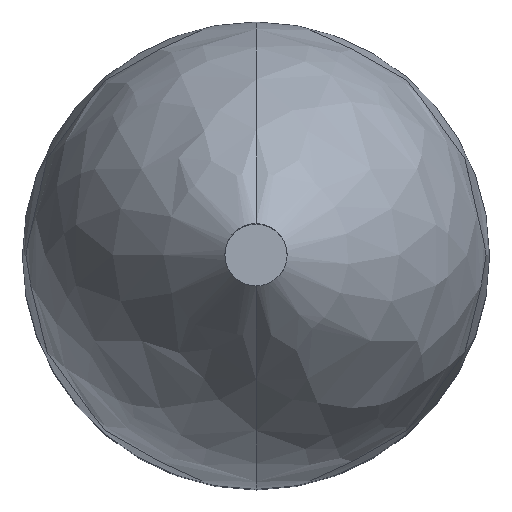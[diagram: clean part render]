
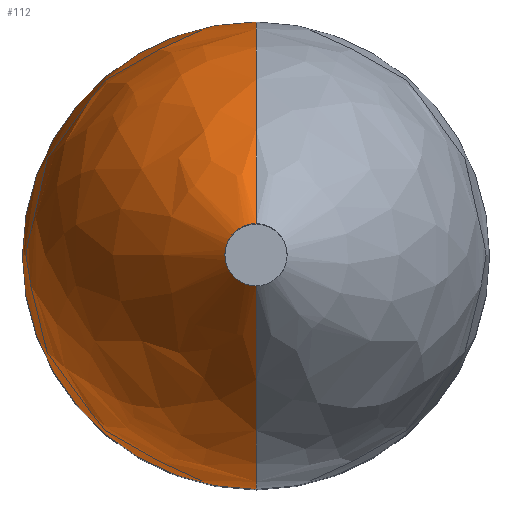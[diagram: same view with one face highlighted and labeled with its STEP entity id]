
A CAD part, top view. The second image highlights one B-rep face of the part: STEP entity #112.
In plain terms, the highlighted free-form (B-spline) face has degree [3, 3] with [4, 4] control points.
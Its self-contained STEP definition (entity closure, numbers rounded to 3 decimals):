
#112=ADVANCED_FACE('',(#230),#232,.F.);
#230=FACE_BOUND('',#231,.T.);
#231=EDGE_LOOP('',(#308,#309,#310,#311,#312,#313));
#232=(BOUNDED_SURFACE()B_SPLINE_SURFACE(3,3,(
(#233,#234,#235,#236),
(#237,#238,#239,#240),
(#241,#242,#243,#244),
(#245,#246,#247,#248)),
.UNSPECIFIED.,.F.,.F.,.F.)B_SPLINE_SURFACE_WITH_KNOTS((4,4),
(4,4),
(0.,1.),
(0.,1.),
.UNSPECIFIED.)GEOMETRIC_REPRESENTATION_ITEM()RATIONAL_B_SPLINE_SURFACE((
(1.,0.333,0.333,1.),
(1.,0.333,0.333,1.),
(1.,0.333,0.333,1.),
(1.,0.333,0.333,1.)))REPRESENTATION_ITEM('')SURFACE());
#233=CARTESIAN_POINT('',(0.,-2.,62.));
#234=CARTESIAN_POINT('',(-4.,-2.,62.));
#235=CARTESIAN_POINT('',(-4.,2.,62.));
#236=CARTESIAN_POINT('',(0.,2.,62.));
#237=CARTESIAN_POINT('',(0.,-10.602,53.474));
#238=CARTESIAN_POINT('',(-21.205,-10.602,53.474));
#239=CARTESIAN_POINT('',(-21.205,10.602,53.474));
#240=CARTESIAN_POINT('',(0.,10.602,53.474));
#241=CARTESIAN_POINT('',(0.,-15.,45.095));
#242=CARTESIAN_POINT('',(-30.,-15.,45.095));
#243=CARTESIAN_POINT('',(-30.,15.,45.095));
#244=CARTESIAN_POINT('',(0.,15.,45.095));
#245=CARTESIAN_POINT('',(0.,-15.,32.));
#246=CARTESIAN_POINT('',(-30.,-15.,32.));
#247=CARTESIAN_POINT('',(-30.,15.,32.));
#248=CARTESIAN_POINT('',(0.,15.,32.));
#308=ORIENTED_EDGE('',*,*,#323,.F.);
#309=ORIENTED_EDGE('',*,*,#333,.T.);
#310=ORIENTED_EDGE('',*,*,#332,.T.);
#311=ORIENTED_EDGE('',*,*,#325,.T.);
#312=ORIENTED_EDGE('',*,*,#336,.F.);
#313=ORIENTED_EDGE('',*,*,#335,.F.);
#323=EDGE_CURVE('',#339,#341,#342,.T.);
#325=EDGE_CURVE('',#338,#343,#345,.T.);
#332=EDGE_CURVE('',#358,#338,#359,.T.);
#333=EDGE_CURVE('',#339,#358,#360,.T.);
#335=EDGE_CURVE('',#341,#363,#364,.T.);
#336=EDGE_CURVE('',#363,#343,#365,.T.);
#338=VERTEX_POINT('',#368);
#339=VERTEX_POINT('',#369);
#341=VERTEX_POINT('',#498);
#342=B_SPLINE_CURVE_WITH_KNOTS('',3,
(#499,#500,#501,#502),
.UNSPECIFIED.,.F.,.F.,
(4,4),
(0.,1.),
.UNSPECIFIED.);
#343=VERTEX_POINT('',#503);
#345=B_SPLINE_CURVE_WITH_KNOTS('',3,
(#508,#509,#510,#511),
.UNSPECIFIED.,.F.,.F.,
(4,4),
(0.,1.),
.UNSPECIFIED.);
#358=VERTEX_POINT('',#542);
#359=B_SPLINE_CURVE_WITH_KNOTS('',3,
(#543,#544,#545,#546,#547,#548,#549,#550,#551,#552,#553,#554,#555,#556,#557,#558,
#559,#560,#561,#562,#563,#564,#565,#566,#567,#568,#569,#570,#571,#572,#573,#574),
.UNSPECIFIED.,.F.,.F.,
(4,1,1,1,1,1,1,1,1,1,1,1,1,1,1,1,1,1,1,1,1,1,1,1,1,1,1,1,1,4),
(0.,0.046,0.053,0.111,0.138,0.173,
0.229,0.244,0.315,0.32,0.395,
0.396,0.467,0.475,0.533,0.555,
0.6,0.635,0.667,0.715,0.733,
0.795,0.798,0.86,0.875,0.913,
0.953,0.96,0.996,1.),
.UNSPECIFIED.);
#360=CIRCLE('',#575,2.);
#363=VERTEX_POINT('',#584);
#364=CIRCLE('',#585,15.);
#365=CIRCLE('',#589,15.);
#368=CARTESIAN_POINT('',(0.,2.,62.));
#369=CARTESIAN_POINT('',(0.,-2.,62.));
#498=CARTESIAN_POINT('',(0.,-15.,32.));
#499=CARTESIAN_POINT('',(0.,-2.,62.));
#500=CARTESIAN_POINT('',(0.,-10.602,53.474));
#501=CARTESIAN_POINT('',(0.,-15.,45.095));
#502=CARTESIAN_POINT('',(0.,-15.,32.));
#503=CARTESIAN_POINT('',(0.,15.,32.));
#508=CARTESIAN_POINT('',(0.,2.,62.));
#509=CARTESIAN_POINT('',(0.,10.602,53.474));
#510=CARTESIAN_POINT('',(0.,15.,45.095));
#511=CARTESIAN_POINT('',(0.,15.,32.));
#542=CARTESIAN_POINT('',(-2.,0.,62.));
#543=CARTESIAN_POINT('',(-2.,0.,62.));
#544=CARTESIAN_POINT('',(-2.,0.048,62.));
#545=CARTESIAN_POINT('',(-1.998,0.104,62.));
#546=CARTESIAN_POINT('',(-1.989,0.22,62.));
#547=CARTESIAN_POINT('',(-1.977,0.315,62.));
#548=CARTESIAN_POINT('',(-1.952,0.439,62.));
#549=CARTESIAN_POINT('',(-1.922,0.559,62.));
#550=CARTESIAN_POINT('',(-1.887,0.665,62.));
#551=CARTESIAN_POINT('',(-1.834,0.803,62.));
#552=CARTESIAN_POINT('',(-1.793,0.889,62.));
#553=CARTESIAN_POINT('',(-1.718,1.028,62.));
#554=CARTESIAN_POINT('',(-1.673,1.099,62.));
#555=CARTESIAN_POINT('',(-1.583,1.224,62.));
#556=CARTESIAN_POINT('',(-1.531,1.29,62.));
#557=CARTESIAN_POINT('',(-1.433,1.396,62.));
#558=CARTESIAN_POINT('',(-1.368,1.461,62.));
#559=CARTESIAN_POINT('',(-1.269,1.547,62.));
#560=CARTESIAN_POINT('',(-1.185,1.613,62.));
#561=CARTESIAN_POINT('',(-1.088,1.679,62.));
#562=CARTESIAN_POINT('',(-0.986,1.742,62.));
#563=CARTESIAN_POINT('',(-0.894,1.79,62.));
#564=CARTESIAN_POINT('',(-0.773,1.846,62.));
#565=CARTESIAN_POINT('',(-0.692,1.878,62.));
#566=CARTESIAN_POINT('',(-0.566,1.919,62.));
#567=CARTESIAN_POINT('',(-0.485,1.942,62.));
#568=CARTESIAN_POINT('',(-0.367,1.967,62.));
#569=CARTESIAN_POINT('',(-0.27,1.983,62.));
#570=CARTESIAN_POINT('',(-0.181,1.992,62.));
#571=CARTESIAN_POINT('',(-0.095,1.998,62.));
#572=CARTESIAN_POINT('',(-0.046,2.,62.));
#573=CARTESIAN_POINT('',(-0.004,2.,62.));
#574=CARTESIAN_POINT('',(0.,2.,62.));
#575=AXIS2_PLACEMENT_3D('',#576,#577,#578);
#576=CARTESIAN_POINT('',(0.,0.,62.));
#577=DIRECTION('',(-0.,0.,-1.));
#578=DIRECTION('',(0.,-1.,0.));
#584=CARTESIAN_POINT('',(-15.,0.,32.));
#585=AXIS2_PLACEMENT_3D('',#586,#587,#588);
#586=CARTESIAN_POINT('',(0.,0.,32.));
#587=DIRECTION('',(-0.,0.,-1.));
#588=DIRECTION('',(0.,-1.,0.));
#589=AXIS2_PLACEMENT_3D('',#590,#591,#592);
#590=CARTESIAN_POINT('',(0.,0.,32.));
#591=DIRECTION('',(-0.,0.,-1.));
#592=DIRECTION('',(-1.,0.,0.));
